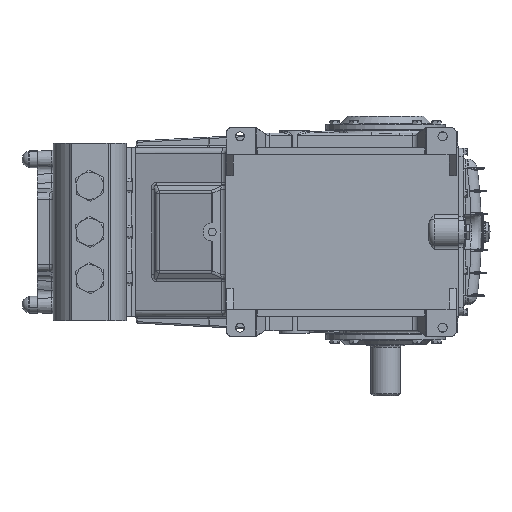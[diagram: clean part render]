
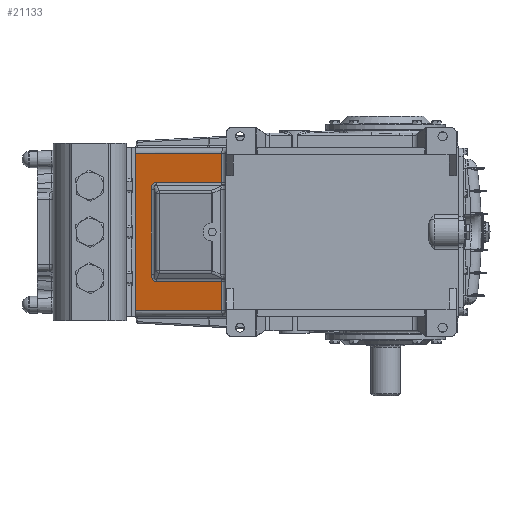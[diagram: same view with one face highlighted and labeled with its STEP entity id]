
A CAD part, front view. The second image highlights one B-rep face of the part: STEP entity #21133.
In plain terms, the highlighted planar face has unit normal (-0.259, -0.966, 0).
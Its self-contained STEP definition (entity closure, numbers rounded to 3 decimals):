
#247 = EDGE_CURVE ( 'NONE', #49844, #52902, #55546, .T. ) ;
#2151 = ORIENTED_EDGE ( 'NONE', *, *, #47580, .T. ) ;
#2487 = CARTESIAN_POINT ( 'NONE',  ( 3.937, 2.378, 6.811 ) ) ;
#2758 = CARTESIAN_POINT ( 'NONE',  ( 5.306, 2.011, -3.657 ) ) ;
#3799 = CARTESIAN_POINT ( 'NONE',  ( 3.937, 2.378, -6.811 ) ) ;
#4570 = EDGE_CURVE ( 'NONE', #51773, #52902, #58307, .T. ) ;
#10147 = CARTESIAN_POINT ( 'NONE',  ( 5.476, 1.965, 4.293 ) ) ;
#10383 = CARTESIAN_POINT ( 'NONE',  ( 11.772, 0.278, -6.811 ) ) ;
#11398 = CARTESIAN_POINT ( 'NONE',  ( 11.421, 0.372, 4.293 ) ) ;
#12626 = EDGE_LOOP ( 'NONE', ( #72578, #2151, #40843, #38807, #49494, #32980, #36154, #50935, #26325, #56831 ) ) ;
#13240 = EDGE_CURVE ( 'NONE', #46846, #65391, #22933, .T. ) ;
#16136 = CARTESIAN_POINT ( 'NONE',  ( 11.421, 0.372, 6.811 ) ) ;
#17243 = CARTESIAN_POINT ( 'NONE',  ( 5.784, 1.883, 4.293 ) ) ;
#19192 =( BOUNDED_CURVE ( )  B_SPLINE_CURVE ( 3, ( #17243, #10147, #24147, #71732 ),
 .UNSPECIFIED., .F., .T. ) 
 B_SPLINE_CURVE_WITH_KNOTS ( ( 4, 4 ),
 ( 5.996, 6.841 ),
 .UNSPECIFIED. ) 
 CURVE ( )  GEOMETRIC_REPRESENTATION_ITEM ( )  RATIONAL_B_SPLINE_CURVE ( ( 1., 0.941, 0.941, 1. ) ) 
 REPRESENTATION_ITEM ( '' )  );
#20761 = CARTESIAN_POINT ( 'NONE',  ( 5.306, 2.011, 3.657 ) ) ;
#21133 = ADVANCED_FACE ( 'NONE', ( #49824 ), #77894, .F. ) ;
#21381 = VERTEX_POINT ( 'NONE', #2487 ) ;
#22873 = VECTOR ( 'NONE', #29389, 39.37 ) ;
#22881 = VERTEX_POINT ( 'NONE', #20761 ) ;
#22933 = LINE ( 'NONE', #29846, #22873 ) ;
#24147 = CARTESIAN_POINT ( 'NONE',  ( 5.306, 2.011, 4.068 ) ) ;
#26325 = ORIENTED_EDGE ( 'NONE', *, *, #13240, .T. ) ;
#26383 = EDGE_CURVE ( 'NONE', #84474, #46846, #62077, .T. ) ;
#27302 = DIRECTION ( 'NONE',  ( 0.966, -0.259, 0. ) ) ;
#27313 = VECTOR ( 'NONE', #44191, 39.37 ) ;
#27930 = CARTESIAN_POINT ( 'NONE',  ( 5.306, 2.011, 4.166 ) ) ;
#28075 = CARTESIAN_POINT ( 'NONE',  ( 11.421, 0.372, -4.166 ) ) ;
#29059 = CARTESIAN_POINT ( 'NONE',  ( 3.701, 2.441, 4.293 ) ) ;
#29167 = LINE ( 'NONE', #10383, #27313 ) ;
#29389 = DIRECTION ( 'NONE',  ( 0., 0., 1. ) ) ;
#29688 = CARTESIAN_POINT ( 'NONE',  ( 5.784, 1.883, -4.293 ) ) ;
#29846 = CARTESIAN_POINT ( 'NONE',  ( 11.421, 0.372, 7.283 ) ) ;
#30531 = CARTESIAN_POINT ( 'NONE',  ( 3.701, 2.441, 7.283 ) ) ;
#32980 = ORIENTED_EDGE ( 'NONE', *, *, #52730, .T. ) ;
#33575 = VECTOR ( 'NONE', #75677, 39.37 ) ;
#36154 = ORIENTED_EDGE ( 'NONE', *, *, #42529, .F. ) ;
#38807 = ORIENTED_EDGE ( 'NONE', *, *, #4570, .T. ) ;
#40327 = VECTOR ( 'NONE', #65539, 39.37 ) ;
#40724 = CARTESIAN_POINT ( 'NONE',  ( 5.784, 1.883, -4.293 ) ) ;
#40843 = ORIENTED_EDGE ( 'NONE', *, *, #87735, .T. ) ;
#41576 = CARTESIAN_POINT ( 'NONE',  ( 5.306, 2.011, -4.068 ) ) ;
#41772 = CARTESIAN_POINT ( 'NONE',  ( 5.306, 2.011, -3.657 ) ) ;
#42179 = CARTESIAN_POINT ( 'NONE',  ( 5.476, 1.965, -4.293 ) ) ;
#42529 = EDGE_CURVE ( 'NONE', #84474, #22881, #19192, .T. ) ;
#43672 = DIRECTION ( 'NONE',  ( -0.966, 0.259, 0. ) ) ;
#44126 = CARTESIAN_POINT ( 'NONE',  ( 5.472, 1.966, -4.293 ) ) ;
#44191 = DIRECTION ( 'NONE',  ( 0.966, -0.259, 0. ) ) ;
#46173 = DIRECTION ( 'NONE',  ( 0., 0., 1. ) ) ;
#46846 = VERTEX_POINT ( 'NONE', #11398 ) ;
#47580 = EDGE_CURVE ( 'NONE', #81510, #68774, #29167, .T. ) ;
#48988 = VECTOR ( 'NONE', #82424, 39.37 ) ;
#49265 = LINE ( 'NONE', #27930, #48988 ) ;
#49494 = ORIENTED_EDGE ( 'NONE', *, *, #247, .F. ) ;
#49824 = FACE_OUTER_BOUND ( 'NONE', #12626, .T. ) ;
#49844 = VERTEX_POINT ( 'NONE', #2758 ) ;
#50337 = DIRECTION ( 'NONE',  ( 0.259, 0.966, 0. ) ) ;
#50935 = ORIENTED_EDGE ( 'NONE', *, *, #26383, .T. ) ;
#51773 = VERTEX_POINT ( 'NONE', #54877 ) ;
#52730 = EDGE_CURVE ( 'NONE', #49844, #22881, #49265, .T. ) ;
#52902 = VERTEX_POINT ( 'NONE', #29688 ) ;
#54877 = CARTESIAN_POINT ( 'NONE',  ( 11.421, 0.372, -4.293 ) ) ;
#55546 =( BOUNDED_CURVE ( )  B_SPLINE_CURVE ( 3, ( #41772, #41576, #42179, #40724 ),
 .UNSPECIFIED., .F., .F. ) 
 B_SPLINE_CURVE_WITH_KNOTS ( ( 4, 4 ),
 ( 5.725, 6.571 ),
 .UNSPECIFIED. ) 
 CURVE ( )  GEOMETRIC_REPRESENTATION_ITEM ( )  RATIONAL_B_SPLINE_CURVE ( ( 1., 0.941, 0.941, 1. ) ) 
 REPRESENTATION_ITEM ( '' )  );
#56831 = ORIENTED_EDGE ( 'NONE', *, *, #80379, .T. ) ;
#58221 = VECTOR ( 'NONE', #67963, 39.37 ) ;
#58307 = LINE ( 'NONE', #44126, #58221 ) ;
#60209 = CARTESIAN_POINT ( 'NONE',  ( 11.421, 0.372, -6.811 ) ) ;
#60885 = CARTESIAN_POINT ( 'NONE',  ( 5.784, 1.883, 4.293 ) ) ;
#62077 = LINE ( 'NONE', #29059, #62370 ) ;
#62370 = VECTOR ( 'NONE', #27302, 39.37 ) ;
#65391 = VERTEX_POINT ( 'NONE', #16136 ) ;
#65539 = DIRECTION ( 'NONE',  ( -0.966, 0.259, 0. ) ) ;
#67963 = DIRECTION ( 'NONE',  ( -0.966, 0.259, 0. ) ) ;
#68709 = EDGE_CURVE ( 'NONE', #81510, #21381, #83160, .T. ) ;
#68774 = VERTEX_POINT ( 'NONE', #60209 ) ;
#70119 = LINE ( 'NONE', #86179, #40327 ) ;
#71732 = CARTESIAN_POINT ( 'NONE',  ( 5.306, 2.011, 3.657 ) ) ;
#72578 = ORIENTED_EDGE ( 'NONE', *, *, #68709, .F. ) ;
#75677 = DIRECTION ( 'NONE',  ( 0., 0., 1. ) ) ;
#77894 = PLANE ( 'NONE',  #84644 ) ;
#80371 = LINE ( 'NONE', #28075, #33575 ) ;
#80379 = EDGE_CURVE ( 'NONE', #65391, #21381, #70119, .T. ) ;
#81510 = VERTEX_POINT ( 'NONE', #3799 ) ;
#82424 = DIRECTION ( 'NONE',  ( 0., 0., 1. ) ) ;
#82453 = VECTOR ( 'NONE', #46173, 39.37 ) ;
#83160 = LINE ( 'NONE', #87080, #82453 ) ;
#84474 = VERTEX_POINT ( 'NONE', #60885 ) ;
#84644 = AXIS2_PLACEMENT_3D ( 'NONE', #30531, #50337, #43672 ) ;
#86179 = CARTESIAN_POINT ( 'NONE',  ( 3.701, 2.441, 6.811 ) ) ;
#87080 = CARTESIAN_POINT ( 'NONE',  ( 3.937, 2.378, 7.283 ) ) ;
#87735 = EDGE_CURVE ( 'NONE', #68774, #51773, #80371, .T. ) ;
